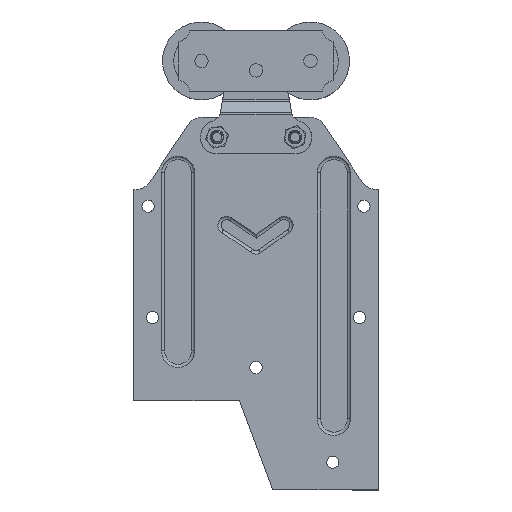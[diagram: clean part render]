
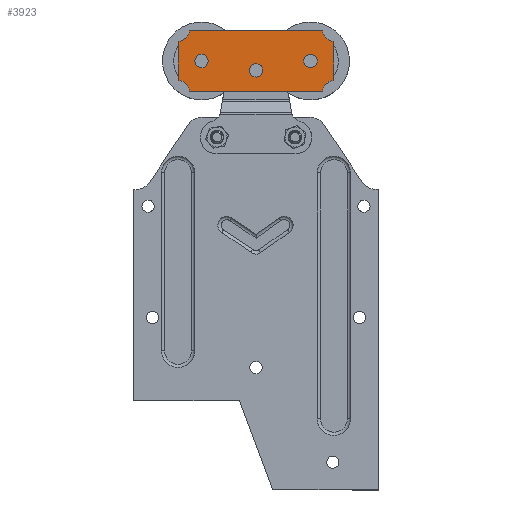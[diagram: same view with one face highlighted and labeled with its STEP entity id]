
A CAD part, top view. The second image highlights one B-rep face of the part: STEP entity #3923.
In plain terms, the highlighted face is planar.
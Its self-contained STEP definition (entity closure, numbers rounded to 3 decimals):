
#208=LINE('',#6235,#438);
#211=LINE('',#6243,#441);
#214=LINE('',#6251,#444);
#216=LINE('',#6257,#446);
#438=VECTOR('',#4898,10.);
#441=VECTOR('',#4907,10.);
#444=VECTOR('',#4916,10.);
#446=VECTOR('',#4924,10.);
#666=PLANE('',#4324);
#876=FACE_BOUND('',#1229,.T.);
#877=FACE_BOUND('',#1230,.T.);
#878=FACE_BOUND('',#1231,.T.);
#983=FACE_OUTER_BOUND('',#1228,.T.);
#1228=EDGE_LOOP('',(#2831,#2832,#2833,#2834,#2835,#2836,#2837,#2838));
#1229=EDGE_LOOP('',(#2839));
#1230=EDGE_LOOP('',(#2840));
#1231=EDGE_LOOP('',(#2841));
#1549=CIRCLE('',#4300,5.);
#1556=CIRCLE('',#4309,5.);
#1557=CIRCLE('',#4311,5.);
#1558=CIRCLE('',#4313,10.);
#1559=CIRCLE('',#4316,10.);
#1560=CIRCLE('',#4319,10.);
#1561=CIRCLE('',#4322,10.);
#1831=VERTEX_POINT('',#6197);
#1842=VERTEX_POINT('',#6221);
#1843=VERTEX_POINT('',#6224);
#1844=VERTEX_POINT('',#6227);
#1845=VERTEX_POINT('',#6229);
#1846=VERTEX_POINT('',#6233);
#1847=VERTEX_POINT('',#6237);
#1848=VERTEX_POINT('',#6241);
#1849=VERTEX_POINT('',#6245);
#1850=VERTEX_POINT('',#6249);
#1851=VERTEX_POINT('',#6253);
#2220=EDGE_CURVE('',#1831,#1831,#1549,.T.);
#2231=EDGE_CURVE('',#1842,#1842,#1556,.T.);
#2232=EDGE_CURVE('',#1843,#1843,#1557,.T.);
#2234=EDGE_CURVE('',#1845,#1844,#1558,.T.);
#2237=EDGE_CURVE('',#1844,#1846,#208,.T.);
#2239=EDGE_CURVE('',#1846,#1847,#1559,.T.);
#2241=EDGE_CURVE('',#1847,#1848,#211,.T.);
#2243=EDGE_CURVE('',#1848,#1849,#1560,.T.);
#2245=EDGE_CURVE('',#1849,#1850,#214,.T.);
#2247=EDGE_CURVE('',#1850,#1851,#1561,.T.);
#2248=EDGE_CURVE('',#1851,#1845,#216,.T.);
#2831=ORIENTED_EDGE('',*,*,#2248,.T.);
#2832=ORIENTED_EDGE('',*,*,#2234,.T.);
#2833=ORIENTED_EDGE('',*,*,#2237,.T.);
#2834=ORIENTED_EDGE('',*,*,#2239,.T.);
#2835=ORIENTED_EDGE('',*,*,#2241,.T.);
#2836=ORIENTED_EDGE('',*,*,#2243,.T.);
#2837=ORIENTED_EDGE('',*,*,#2245,.T.);
#2838=ORIENTED_EDGE('',*,*,#2247,.T.);
#2839=ORIENTED_EDGE('',*,*,#2231,.T.);
#2840=ORIENTED_EDGE('',*,*,#2232,.T.);
#2841=ORIENTED_EDGE('',*,*,#2220,.T.);
#3923=ADVANCED_FACE('',(#983,#876,#877,#878),#666,.F.);
#4300=AXIS2_PLACEMENT_3D('',#6198,#4861,#4862);
#4309=AXIS2_PLACEMENT_3D('',#6222,#4883,#4884);
#4311=AXIS2_PLACEMENT_3D('',#6225,#4887,#4888);
#4313=AXIS2_PLACEMENT_3D('',#6230,#4892,#4893);
#4316=AXIS2_PLACEMENT_3D('',#6239,#4902,#4903);
#4319=AXIS2_PLACEMENT_3D('',#6247,#4911,#4912);
#4322=AXIS2_PLACEMENT_3D('',#6255,#4920,#4921);
#4324=AXIS2_PLACEMENT_3D('',#6258,#4925,#4926);
#4861=DIRECTION('center_axis',(0.,0.,1.));
#4862=DIRECTION('ref_axis',(-1.,0.,0.));
#4883=DIRECTION('center_axis',(0.,0.,1.));
#4884=DIRECTION('ref_axis',(-1.,0.,0.));
#4887=DIRECTION('center_axis',(0.,0.,1.));
#4888=DIRECTION('ref_axis',(-1.,0.,0.));
#4892=DIRECTION('center_axis',(0.,0.,1.));
#4893=DIRECTION('ref_axis',(-1.,0.,0.));
#4898=DIRECTION('',(0.,-1.,0.));
#4902=DIRECTION('center_axis',(0.,0.,1.));
#4903=DIRECTION('ref_axis',(0.,1.,0.));
#4907=DIRECTION('',(-1.,0.,0.));
#4911=DIRECTION('center_axis',(0.,0.,1.));
#4912=DIRECTION('ref_axis',(1.,0.,0.));
#4916=DIRECTION('',(0.,1.,0.));
#4920=DIRECTION('center_axis',(0.,0.,1.));
#4921=DIRECTION('ref_axis',(0.,-1.,0.));
#4924=DIRECTION('',(1.,0.,0.));
#4925=DIRECTION('center_axis',(0.,0.,1.));
#4926=DIRECTION('ref_axis',(1.,0.,0.));
#6197=CARTESIAN_POINT('',(106.,184.348,0.));
#6198=CARTESIAN_POINT('Origin',(101.,184.348,0.));
#6221=CARTESIAN_POINT('',(155.,192.848,0.));
#6222=CARTESIAN_POINT('Origin',(150.,192.848,0.));
#6224=CARTESIAN_POINT('',(57.,192.848,0.));
#6225=CARTESIAN_POINT('Origin',(52.,192.848,0.));
#6227=CARTESIAN_POINT('',(171.,210.348,0.));
#6229=CARTESIAN_POINT('',(161.,220.348,0.));
#6230=CARTESIAN_POINT('Origin',(171.,220.348,0.));
#6233=CARTESIAN_POINT('',(171.,175.348,0.));
#6235=CARTESIAN_POINT('',(171.,210.348,0.));
#6237=CARTESIAN_POINT('',(161.,165.348,0.));
#6239=CARTESIAN_POINT('Origin',(171.,165.348,0.));
#6241=CARTESIAN_POINT('',(41.,165.348,0.));
#6243=CARTESIAN_POINT('',(161.,165.348,0.));
#6245=CARTESIAN_POINT('',(31.,175.348,0.));
#6247=CARTESIAN_POINT('Origin',(31.,165.348,0.));
#6249=CARTESIAN_POINT('',(31.,210.348,0.));
#6251=CARTESIAN_POINT('',(31.,175.348,0.));
#6253=CARTESIAN_POINT('',(41.,220.348,0.));
#6255=CARTESIAN_POINT('Origin',(31.,220.348,0.));
#6257=CARTESIAN_POINT('',(41.,220.348,0.));
#6258=CARTESIAN_POINT('Origin',(101.,192.848,0.));
